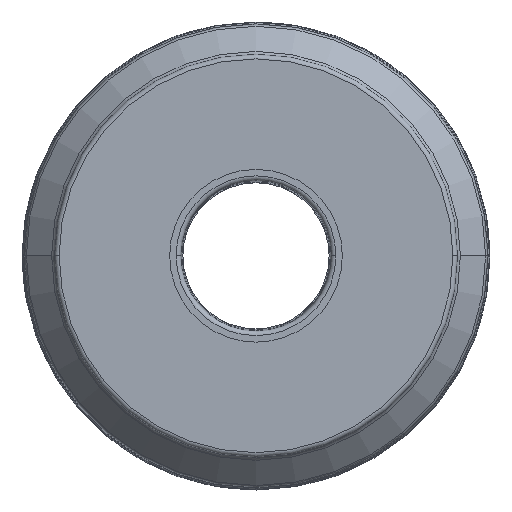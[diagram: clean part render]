
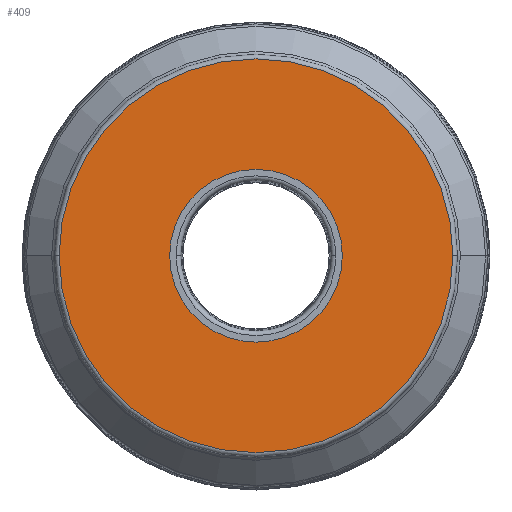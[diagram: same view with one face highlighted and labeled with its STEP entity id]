
A CAD part, top view. The second image highlights one B-rep face of the part: STEP entity #409.
In plain terms, the highlighted planar face has unit normal (0, 0, 1).
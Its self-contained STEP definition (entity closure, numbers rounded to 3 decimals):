
#409=ADVANCED_FACE('',(#445,#446),#435,.F.);
#435=PLANE('',#2471);
#445=FACE_BOUND('',#558,.T.);
#446=FACE_BOUND('',#559,.T.);
#558=EDGE_LOOP('',(#1037,#1038));
#559=EDGE_LOOP('',(#1039,#1040));
#1037=ORIENTED_EDGE('',*,*,#1542,.F.);
#1038=ORIENTED_EDGE('',*,*,#1540,.F.);
#1039=ORIENTED_EDGE('',*,*,#1543,.T.);
#1040=ORIENTED_EDGE('',*,*,#1544,.T.);
#1277=VERTEX_POINT('',#5177);
#1278=VERTEX_POINT('',#5179);
#1279=VERTEX_POINT('',#5185);
#1280=VERTEX_POINT('',#5186);
#1540=EDGE_CURVE('',#1277,#1278,#1876,.T.);
#1542=EDGE_CURVE('',#1278,#1277,#1878,.T.);
#1543=EDGE_CURVE('',#1279,#1280,#1879,.T.);
#1544=EDGE_CURVE('',#1280,#1279,#1880,.T.);
#1876=CIRCLE('',#2464,85.5);
#1878=CIRCLE('',#2467,85.5);
#1879=CIRCLE('',#2469,37.5);
#1880=CIRCLE('',#2470,37.5);
#2464=AXIS2_PLACEMENT_3D('',#5178,#3096,#3097);
#2467=AXIS2_PLACEMENT_3D('',#5182,#3102,#3103);
#2469=AXIS2_PLACEMENT_3D('',#5184,#3106,#3107);
#2470=AXIS2_PLACEMENT_3D('',#5187,#3108,#3109);
#2471=AXIS2_PLACEMENT_3D('',#5188,#3110,#3111);
#3096=DIRECTION('',(0.,0.,-1.));
#3097=DIRECTION('',(-1.,0.,0.));
#3102=DIRECTION('',(0.,0.,-1.));
#3103=DIRECTION('',(1.,0.,0.));
#3106=DIRECTION('',(0.,0.,-1.));
#3107=DIRECTION('',(-1.,0.,0.));
#3108=DIRECTION('',(0.,0.,-1.));
#3109=DIRECTION('',(1.,0.,0.));
#3110=DIRECTION('',(0.,0.,-1.));
#3111=DIRECTION('',(1.,0.,0.));
#5177=CARTESIAN_POINT('',(-85.5,0.,0.));
#5178=CARTESIAN_POINT('',(0.,0.,0.));
#5179=CARTESIAN_POINT('',(85.5,0.,0.));
#5182=CARTESIAN_POINT('',(0.,0.,0.));
#5184=CARTESIAN_POINT('',(0.,0.,0.));
#5185=CARTESIAN_POINT('',(-37.5,0.,0.));
#5186=CARTESIAN_POINT('',(37.5,0.,0.));
#5187=CARTESIAN_POINT('',(0.,0.,0.));
#5188=CARTESIAN_POINT('',(0.,0.,0.));
